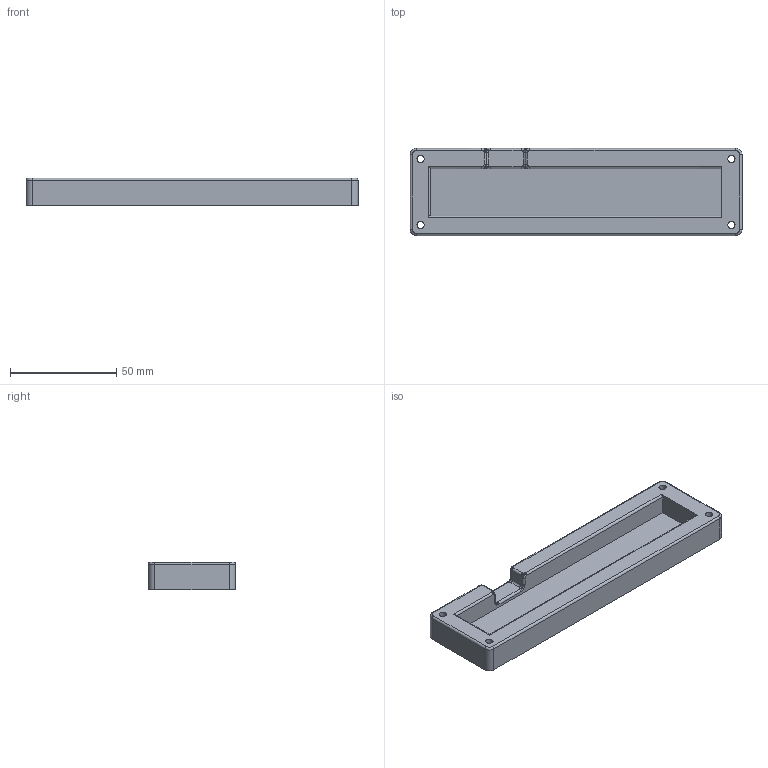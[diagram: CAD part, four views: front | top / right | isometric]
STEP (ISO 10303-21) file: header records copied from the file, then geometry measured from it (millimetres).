
FILE_DESCRIPTION(/* description */ (''),/* implementation_level */ '2;1');
FILE_NAME(/* name */ 'Deus v3 bottom.step',/* time_stamp */ '2025-12-22T19:52:28-07:00',/* author */ (''),/* organization */ (''),/* preprocessor_version */ 'ST-DEVELOPER v20.1',/* originating_system */ 'Autodesk Translation Framework v14.21.0.0',/* authorisation */ '');
FILE_SCHEMA (('AUTOMOTIVE_DESIGN { 1 0 10303 214 3 1 1 }'));
Length unit declared in the file: millimetre
Products named in the file (1): 2025-12-22-09-29-21-699
Bounding box: 156.52 x 41.1 x 13 mm (x, y, z)
Volume: 50950.6 mm3; surface area: 21242.9 mm2
Topology: 1 solids, 1 shells, 201 faces, 533 edges, 344 vertices
Faces by surface type: bspline 123, plane 43, cylinder 31, torus 4
Full cylindrical faces by diameter (mm): 3.4 x4, 6 x4
Entity records: 8670 total; most frequent: CARTESIAN_POINT 4274, ORIENTED_EDGE 1066, DIRECTION 629, EDGE_CURVE 533, VERTEX_POINT 344, EDGE_LOOP 219, AXIS2_PLACEMENT_3D 215, FACE_OUTER_BOUND 201
